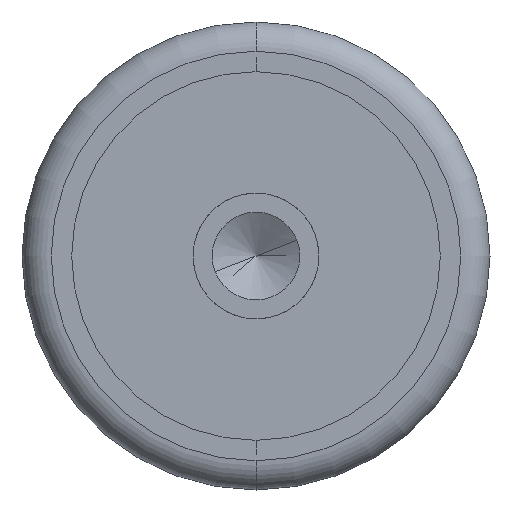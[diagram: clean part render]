
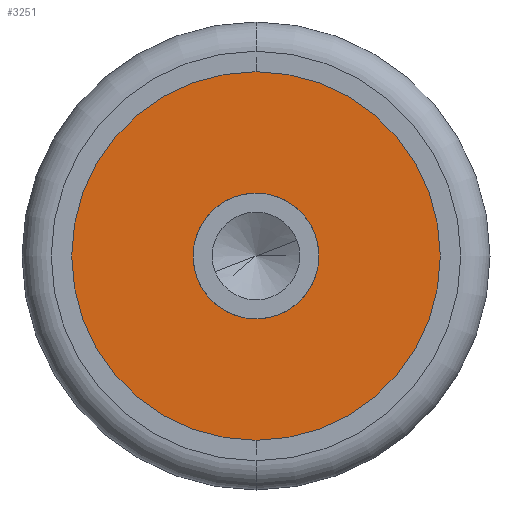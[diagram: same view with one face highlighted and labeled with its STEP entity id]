
A CAD part, front view. The second image highlights one B-rep face of the part: STEP entity #3251.
In plain terms, the highlighted planar face has unit normal (0, -1, 0).
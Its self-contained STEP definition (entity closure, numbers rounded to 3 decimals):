
#332 = DIRECTION ( 'NONE',  ( 0., 1., 0. ) ) ;
#411 = VERTEX_POINT ( 'NONE', #658 ) ;
#658 = CARTESIAN_POINT ( 'NONE',  ( 4., 0.12, -7.475 ) ) ;
#758 = CARTESIAN_POINT ( 'NONE',  ( 4., 0.12, -4. ) ) ;
#868 = FACE_OUTER_BOUND ( 'NONE', #1390, .T. ) ;
#870 = FACE_BOUND ( 'NONE', #3515, .T. ) ;
#1139 = DIRECTION ( 'NONE',  ( 0., 0., 1. ) ) ;
#1166 = CARTESIAN_POINT ( 'NONE',  ( 4., 0.12, -5.075 ) ) ;
#1204 = PLANE ( 'NONE',  #2848 ) ;
#1271 = CIRCLE ( 'NONE', #4703, 1.075 ) ;
#1390 = EDGE_LOOP ( 'NONE', ( #3179, #3671 ) ) ;
#1421 = VERTEX_POINT ( 'NONE', #2964 ) ;
#1464 = DIRECTION ( 'NONE',  ( 0., 1., 0. ) ) ;
#1584 = DIRECTION ( 'NONE',  ( 0., 0., -1. ) ) ;
#1729 = CARTESIAN_POINT ( 'NONE',  ( 4., 0.12, -2.925 ) ) ;
#2046 = CIRCLE ( 'NONE', #3288, 3.475 ) ;
#2226 = VERTEX_POINT ( 'NONE', #1166 ) ;
#2243 = CIRCLE ( 'NONE', #3086, 1.075 ) ;
#2287 = CARTESIAN_POINT ( 'NONE',  ( 4., 0.12, -4. ) ) ;
#2302 = CIRCLE ( 'NONE', #2650, 3.475 ) ;
#2327 = CARTESIAN_POINT ( 'NONE',  ( 7.475, 0.12, -4. ) ) ;
#2613 = EDGE_CURVE ( 'NONE', #1421, #411, #2046, .T. ) ;
#2645 = CARTESIAN_POINT ( 'NONE',  ( 4., 0.12, -4. ) ) ;
#2650 = AXIS2_PLACEMENT_3D ( 'NONE', #2287, #4917, #2691 ) ;
#2691 = DIRECTION ( 'NONE',  ( 0., 0., 1. ) ) ;
#2797 = ORIENTED_EDGE ( 'NONE', *, *, #3074, .T. ) ;
#2848 = AXIS2_PLACEMENT_3D ( 'NONE', #2327, #3855, #1584 ) ;
#2964 = CARTESIAN_POINT ( 'NONE',  ( 4., 0.12, -0.525 ) ) ;
#3030 = DIRECTION ( 'NONE',  ( 0., 0., 1. ) ) ;
#3074 = EDGE_CURVE ( 'NONE', #3661, #2226, #1271, .T. ) ;
#3086 = AXIS2_PLACEMENT_3D ( 'NONE', #2645, #332, #3030 ) ;
#3179 = ORIENTED_EDGE ( 'NONE', *, *, #2613, .F. ) ;
#3251 = ADVANCED_FACE ( 'NONE', ( #870, #868 ), #1204, .T. ) ;
#3288 = AXIS2_PLACEMENT_3D ( 'NONE', #758, #3419, #1139 ) ;
#3419 = DIRECTION ( 'NONE',  ( 0., 1., 0. ) ) ;
#3515 = EDGE_LOOP ( 'NONE', ( #2797, #3989 ) ) ;
#3661 = VERTEX_POINT ( 'NONE', #1729 ) ;
#3671 = ORIENTED_EDGE ( 'NONE', *, *, #3956, .F. ) ;
#3743 = CARTESIAN_POINT ( 'NONE',  ( 4., 0.12, -4. ) ) ;
#3855 = DIRECTION ( 'NONE',  ( 0., -1., 0. ) ) ;
#3956 = EDGE_CURVE ( 'NONE', #411, #1421, #2302, .T. ) ;
#3989 = ORIENTED_EDGE ( 'NONE', *, *, #4724, .T. ) ;
#4130 = DIRECTION ( 'NONE',  ( 0., 0., 1. ) ) ;
#4703 = AXIS2_PLACEMENT_3D ( 'NONE', #3743, #1464, #4130 ) ;
#4724 = EDGE_CURVE ( 'NONE', #2226, #3661, #2243, .T. ) ;
#4917 = DIRECTION ( 'NONE',  ( 0., 1., 0. ) ) ;
